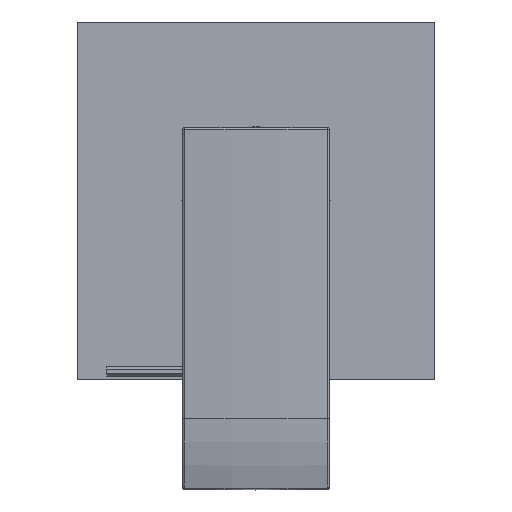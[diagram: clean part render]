
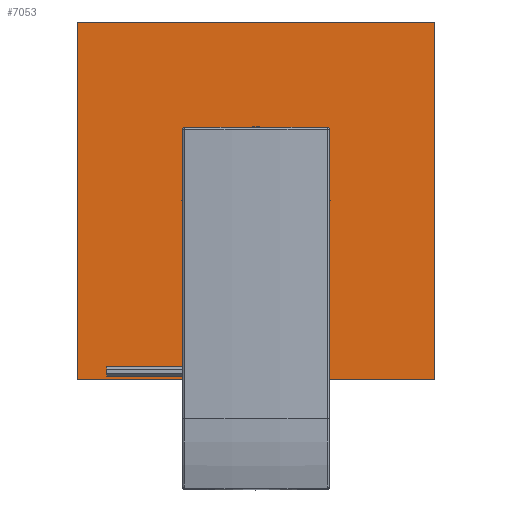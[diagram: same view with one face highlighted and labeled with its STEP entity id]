
A CAD part, top view. The second image highlights one B-rep face of the part: STEP entity #7053.
In plain terms, the highlighted face is planar.
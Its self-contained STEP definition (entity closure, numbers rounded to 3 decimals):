
#6706=CARTESIAN_POINT('',(0.,2.,0.));
#6707=DIRECTION('',(0.,-1.,0.));
#6708=DIRECTION('',(1.,0.,0.));
#6709=AXIS2_PLACEMENT_3D('',#6706,#6707,#6708);
#6714=CARTESIAN_POINT('',(0.,2.,0.));
#6715=DIRECTION('',(0.,-1.,0.));
#6716=DIRECTION('',(-1.,0.,0.));
#6717=AXIS2_PLACEMENT_3D('',#6714,#6715,#6716);
#6722=DIRECTION('',(0.,0.,1.));
#6723=VECTOR('',#6722,110.);
#6724=CARTESIAN_POINT('',(-55.,2.,-55.));
#6725=LINE('',#6724,#6723);
#6729=DIRECTION('',(-1.,0.,0.));
#6730=VECTOR('',#6729,110.);
#6731=CARTESIAN_POINT('',(55.,2.,-55.));
#6732=LINE('',#6731,#6730);
#6736=DIRECTION('',(0.,0.,-1.));
#6737=VECTOR('',#6736,110.);
#6738=CARTESIAN_POINT('',(55.,2.,55.));
#6739=LINE('',#6738,#6737);
#6743=DIRECTION('',(1.,0.,0.));
#6744=VECTOR('',#6743,110.);
#6745=CARTESIAN_POINT('',(-55.,2.,55.));
#6746=LINE('',#6745,#6744);
#6926=CARTESIAN_POINT('',(22.8,2.,0.));
#6927=CARTESIAN_POINT('',(-22.8,2.,0.));
#6928=VERTEX_POINT('',#6926);
#6929=VERTEX_POINT('',#6927);
#6930=CARTESIAN_POINT('',(-55.,2.,-55.));
#6931=CARTESIAN_POINT('',(-55.,2.,55.));
#6932=VERTEX_POINT('',#6930);
#6933=VERTEX_POINT('',#6931);
#6934=CARTESIAN_POINT('',(55.,2.,55.));
#6935=VERTEX_POINT('',#6934);
#6936=CARTESIAN_POINT('',(55.,2.,-55.));
#6937=VERTEX_POINT('',#6936);
#7034=CARTESIAN_POINT('',(0.,2.,0.));
#7035=DIRECTION('',(0.,1.,0.));
#7036=DIRECTION('',(1.,0.,0.));
#7037=AXIS2_PLACEMENT_3D('',#7034,#7035,#7036);
#7038=PLANE('',#7037);
#7040=ORIENTED_EDGE('',*,*,#7039,.F.);
#7042=ORIENTED_EDGE('',*,*,#7041,.F.);
#7044=ORIENTED_EDGE('',*,*,#7043,.F.);
#7046=ORIENTED_EDGE('',*,*,#7045,.F.);
#7047=EDGE_LOOP('',(#7040,#7042,#7044,#7046));
#7048=FACE_OUTER_BOUND('',#7047,.F.);
#7049=ORIENTED_EDGE('',*,*,#7014,.F.);
#7050=ORIENTED_EDGE('',*,*,#7028,.F.);
#7051=EDGE_LOOP('',(#7049,#7050));
#7052=FACE_BOUND('',#7051,.F.);
#7053=ADVANCED_FACE('',(#7048,#7052),#7038,.T.);
#6710=CIRCLE('',#6709,22.8);
#6718=CIRCLE('',#6717,22.8);
#7014=EDGE_CURVE('',#6928,#6929,#6710,.T.);
#7028=EDGE_CURVE('',#6929,#6928,#6718,.T.);
#7039=EDGE_CURVE('',#6932,#6933,#6725,.T.);
#7041=EDGE_CURVE('',#6937,#6932,#6732,.T.);
#7043=EDGE_CURVE('',#6935,#6937,#6739,.T.);
#7045=EDGE_CURVE('',#6933,#6935,#6746,.T.);
